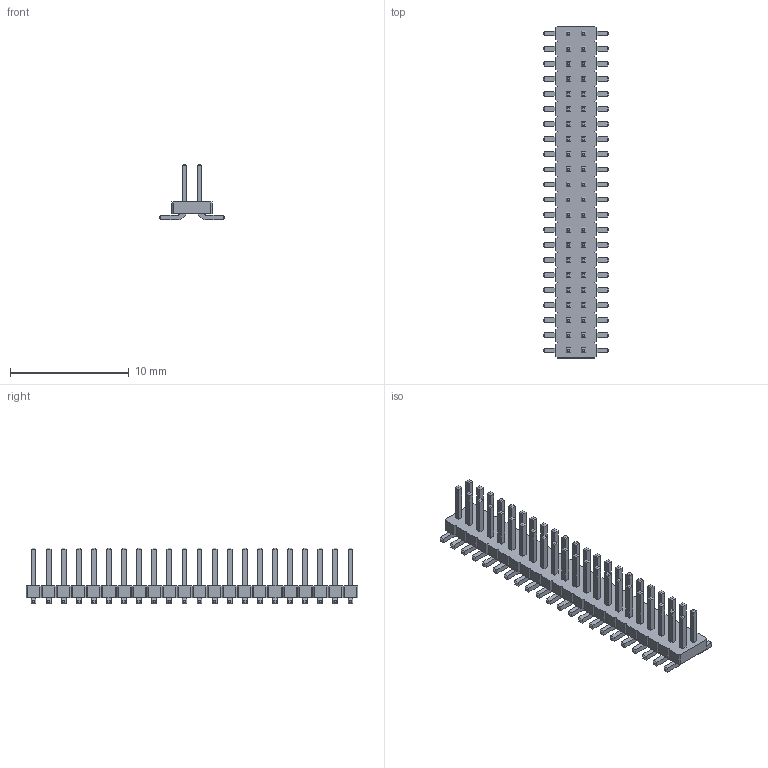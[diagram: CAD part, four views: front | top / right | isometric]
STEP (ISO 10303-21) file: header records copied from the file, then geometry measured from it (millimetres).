
FILE_DESCRIPTION(/* description */ ('model of Pin_Header_Straight_2x22_Pitch1.27mm_SMD'),/* implementation_level */ '2;1');
FILE_NAME(/* name */ 'Pin_Header_Straight_2x22_Pitch1.27mm_SMD.step',/* time_stamp */ '2017-08-19T04:22:10',/* author */ ('kicad StepUp','ksu'),/* organization */ ('FreeCAD'),/* preprocessor_version */ 'OCC',/* originating_system */ 'kicad StepUp',/* authorisation */ '');
FILE_SCHEMA(('AUTOMOTIVE_DESIGN { 1 0 10303 214 1 1 1 1 }'));
Length unit declared in the file: millimetre
Products named in the file (1): Pin_Header_Straight_2x22_Pitch127mm_SMD
Bounding box: 5.5 x 27.94 x 4.68 mm (x, y, z)
Volume: 131.2 mm3; surface area: 618.7 mm2
Topology: 1 solids, 1 shells, 1016 faces, 2426 edges, 1500 vertices
Faces by surface type: plane 928, cylinder 88
Entity records: 35595 total; most frequent: CARTESIAN_POINT 4943, ORIENTED_EDGE 4852, DIRECTION 4636, EDGE_CURVE 2426, LINE 2250, VECTOR 2250, VERTEX_POINT 1500, AXIS2_PLACEMENT_3D 1193
